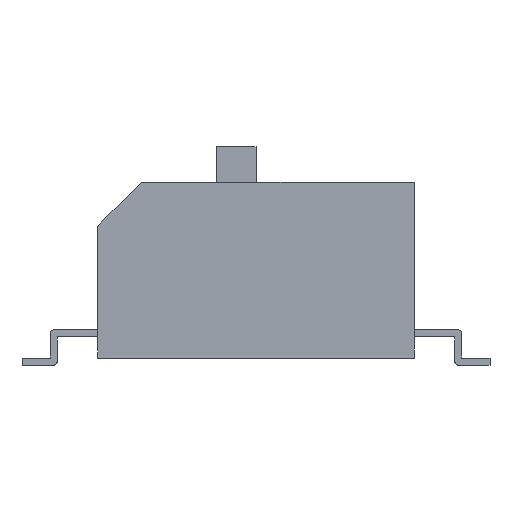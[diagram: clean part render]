
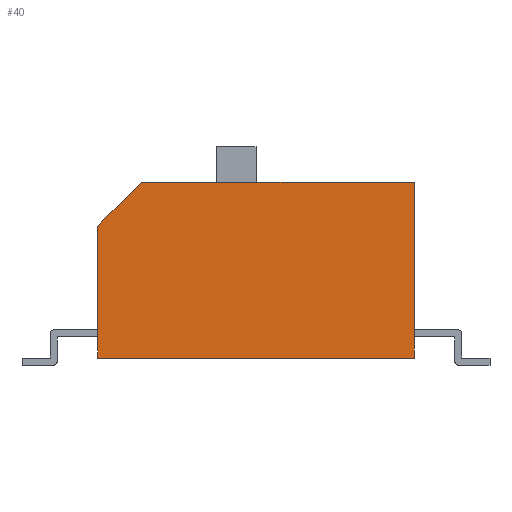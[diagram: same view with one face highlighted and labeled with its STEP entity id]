
A CAD part, front view. The second image highlights one B-rep face of the part: STEP entity #40.
In plain terms, the highlighted planar face has unit normal (0, -1, 0).
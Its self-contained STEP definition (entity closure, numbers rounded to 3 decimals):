
#40 = ADVANCED_FACE('',(#41),#83,.F.);
#41 = FACE_BOUND('',#42,.F.);
#42 = EDGE_LOOP('',(#43,#53,#61,#69,#77));
#43 = ORIENTED_EDGE('',*,*,#44,.T.);
#44 = EDGE_CURVE('',#45,#47,#49,.T.);
#45 = VERTEX_POINT('',#46);
#46 = CARTESIAN_POINT('',(-2.25,-6.985,0.1));
#47 = VERTEX_POINT('',#48);
#48 = CARTESIAN_POINT('',(-2.25,-6.985,1.975));
#49 = LINE('',#50,#51);
#50 = CARTESIAN_POINT('',(-2.25,-6.985,0.1));
#51 = VECTOR('',#52,1.);
#52 = DIRECTION('',(0.,0.,1.));
#53 = ORIENTED_EDGE('',*,*,#54,.T.);
#54 = EDGE_CURVE('',#47,#55,#57,.T.);
#55 = VERTEX_POINT('',#56);
#56 = CARTESIAN_POINT('',(-1.625,-6.985,2.6));
#57 = LINE('',#58,#59);
#58 = CARTESIAN_POINT('',(-2.563,-6.985,1.663));
#59 = VECTOR('',#60,1.);
#60 = DIRECTION('',(0.707,0.,0.707));
#61 = ORIENTED_EDGE('',*,*,#62,.T.);
#62 = EDGE_CURVE('',#55,#63,#65,.T.);
#63 = VERTEX_POINT('',#64);
#64 = CARTESIAN_POINT('',(2.25,-6.985,2.6));
#65 = LINE('',#66,#67);
#66 = CARTESIAN_POINT('',(-2.25,-6.985,2.6));
#67 = VECTOR('',#68,1.);
#68 = DIRECTION('',(1.,0.,0.));
#69 = ORIENTED_EDGE('',*,*,#70,.F.);
#70 = EDGE_CURVE('',#71,#63,#73,.T.);
#71 = VERTEX_POINT('',#72);
#72 = CARTESIAN_POINT('',(2.25,-6.985,0.1));
#73 = LINE('',#74,#75);
#74 = CARTESIAN_POINT('',(2.25,-6.985,0.1));
#75 = VECTOR('',#76,1.);
#76 = DIRECTION('',(0.,0.,1.));
#77 = ORIENTED_EDGE('',*,*,#78,.F.);
#78 = EDGE_CURVE('',#45,#71,#79,.T.);
#79 = LINE('',#80,#81);
#80 = CARTESIAN_POINT('',(-2.25,-6.985,0.1));
#81 = VECTOR('',#82,1.);
#82 = DIRECTION('',(1.,0.,0.));
#83 = PLANE('',#84);
#84 = AXIS2_PLACEMENT_3D('',#85,#86,#87);
#85 = CARTESIAN_POINT('',(-2.25,-6.985,0.1));
#86 = DIRECTION('',(0.,1.,0.));
#87 = DIRECTION('',(1.,0.,0.));
